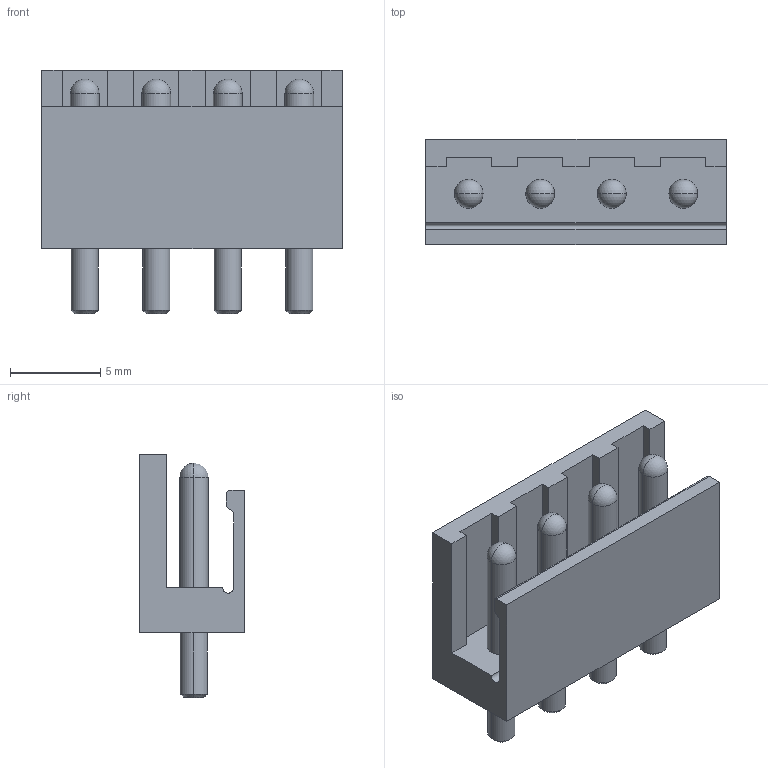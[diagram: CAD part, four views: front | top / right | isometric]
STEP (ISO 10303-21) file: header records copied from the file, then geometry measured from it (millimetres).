
FILE_DESCRIPTION (( 'STEP AP214' ), '1' );
FILE_NAME ('F1JL27-S04SD000-01.STEP', '2025-07-01T02:42:37', ( '' ), ( '' ), 'SwSTEP 2.0', 'SolidWorks 2021', '' );
FILE_SCHEMA (( 'AUTOMOTIVE_DESIGN' ));
Length unit declared in the file: millimetre
Products named in the file (1): F1JL27-S04SD000-01
Bounding box: 16.64 x 5.8 x 13.5 mm (x, y, z)
Volume: 525.3 mm3; surface area: 999.2 mm2
Topology: 1 solids, 1 shells, 66 faces, 172 edges, 108 vertices
Faces by surface type: plane 32, cylinder 18, sphere 8, cone 8
Entity records: 1930 total; most frequent: DIRECTION 342, CARTESIAN_POINT 323, ORIENTED_EDGE 312, EDGE_CURVE 156, AXIS2_PLACEMENT_3D 119, VECTOR 104, LINE 104, VERTEX_POINT 100
